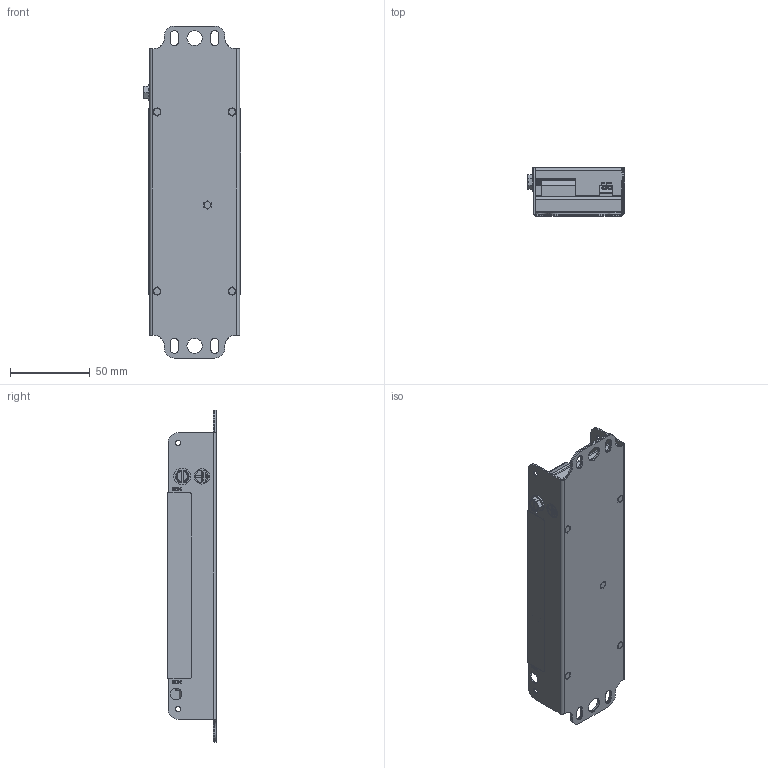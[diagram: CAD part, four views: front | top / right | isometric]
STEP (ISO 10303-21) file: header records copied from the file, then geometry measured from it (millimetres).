
FILE_DESCRIPTION (( 'STEP AP203' ), '1' );
FILE_NAME ('120-040002-000.STEP', '2016-08-15T19:42:04', ( '' ), ( '' ), 'SwSTEP 2.0', 'SolidWorks 2016', '' );
FILE_SCHEMA (( 'CONFIG_CONTROL_DESIGN' ));
Length unit declared in the file: inch
Products named in the file (1): 120-040002-000
Bounding box: 60.91 x 30.28 x 208.29 mm (x, y, z)
Surface area: 96787.6 mm2 (no closed solid volume)
Topology: 0 solids, 24 shells, 576 faces, 2191 edges, 1622 vertices
Faces by surface type: plane 316, cylinder 204, cone 42, bspline 14
Entity records: 24616 total; most frequent: CARTESIAN_POINT 6540, DIRECTION 3585, ORIENTED_EDGE 3492, EDGE_CURVE 2191, VERTEX_POINT 1622, LINE 1317, VECTOR 1317, AXIS2_PLACEMENT_3D 1134
